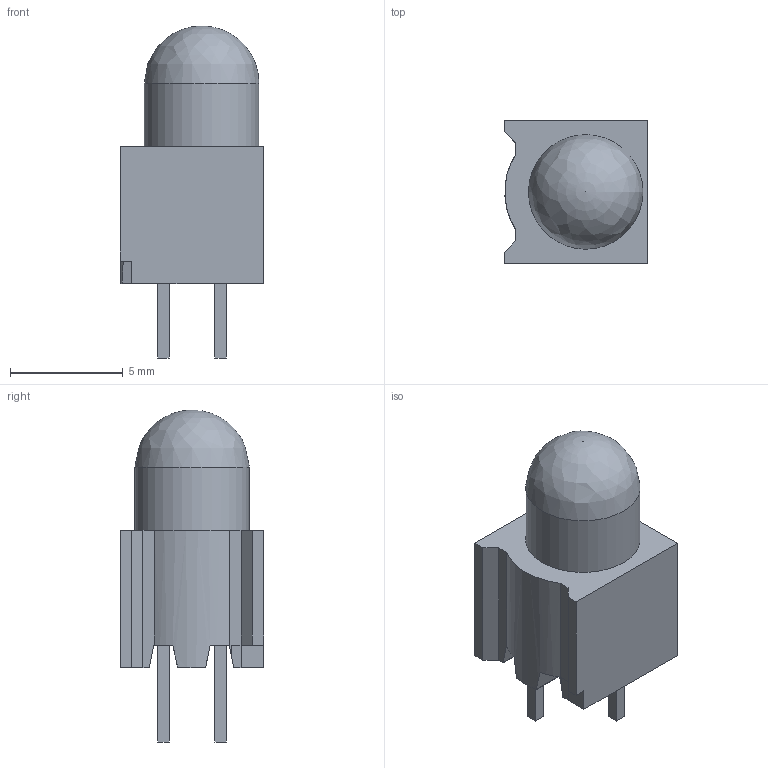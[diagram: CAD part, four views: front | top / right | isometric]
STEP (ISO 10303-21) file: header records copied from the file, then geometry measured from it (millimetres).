
FILE_DESCRIPTION(('FreeCAD Model'),'2;1');
FILE_NAME('LED_VCCLite_5381H1_6.35x6.35mm.step','2018-10-24T21:21:03',('kicad StepUp' ),('ksu MCAD'),'Open CASCADE STEP processor 7.1','FreeCAD','Unknown' );
FILE_SCHEMA(('AUTOMOTIVE_DESIGN { 1 0 10303 214 1 1 1 1 }'));
Length unit declared in the file: millimetre
Products named in the file (1): LED_VCCLite_5381H1_6.35x6.35mm
Bounding box: 6.35 x 6.35 x 14.73 mm (x, y, z)
Volume: 317.9 mm3; surface area: 333.7 mm2
Topology: 1 solids, 1 shells, 40 faces, 103 edges, 68 vertices
Faces by surface type: plane 37, cylinder 2, revolution 1
Full cylindrical faces by diameter (mm): 5.08 x1
Entity records: 884 total; most frequent: ORIENTED_EDGE 157, CARTESIAN_POINT 141, EDGE_CURVE 103, LINE 87, VERTEX_POINT 68, AXIS2_PLACEMENT_3D 46, FACE_BOUND 43, EDGE_LOOP 43
